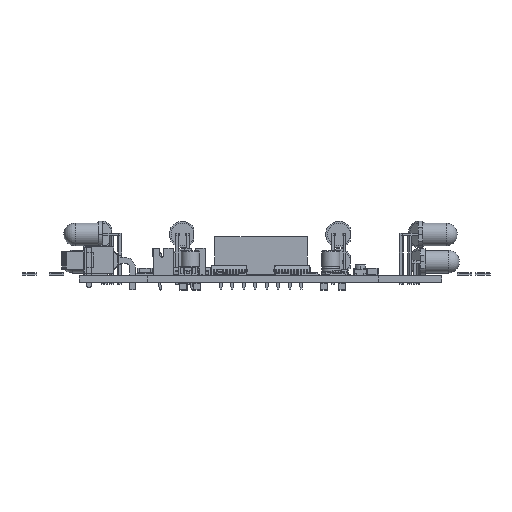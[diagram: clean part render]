
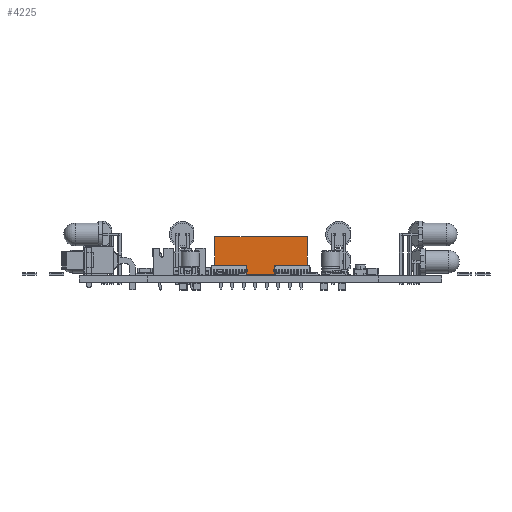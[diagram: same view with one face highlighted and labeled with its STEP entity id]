
A CAD part, front view. The second image highlights one B-rep face of the part: STEP entity #4225.
In plain terms, the highlighted face is planar.
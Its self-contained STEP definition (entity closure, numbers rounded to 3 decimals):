
#3202 = VERTEX_POINT('',#3203);
#3203 = CARTESIAN_POINT('',(-1.27,-19.05,0.));
#3211 = EDGE_CURVE('',#3202,#3212,#3214,.T.);
#3212 = VERTEX_POINT('',#3213);
#3213 = CARTESIAN_POINT('',(-1.27,-19.05,8.5));
#3214 = LINE('',#3215,#3216);
#3215 = CARTESIAN_POINT('',(-1.27,-19.05,0.));
#3216 = VECTOR('',#3217,1.);
#3217 = DIRECTION('',(0.,0.,1.));
#3274 = VERTEX_POINT('',#3275);
#3275 = CARTESIAN_POINT('',(-1.27,1.27,8.5));
#3281 = EDGE_CURVE('',#3282,#3274,#3284,.T.);
#3282 = VERTEX_POINT('',#3283);
#3283 = CARTESIAN_POINT('',(-1.27,1.27,0.));
#3284 = LINE('',#3285,#3286);
#3285 = CARTESIAN_POINT('',(-1.27,1.27,0.));
#3286 = VECTOR('',#3287,1.);
#3287 = DIRECTION('',(0.,0.,1.));
#3346 = EDGE_CURVE('',#3274,#3212,#3347,.T.);
#3347 = LINE('',#3348,#3349);
#3348 = CARTESIAN_POINT('',(-1.27,1.27,8.5));
#3349 = VECTOR('',#3350,1.);
#3350 = DIRECTION('',(0.,-1.,0.));
#3641 = EDGE_CURVE('',#3282,#3202,#3642,.T.);
#3642 = LINE('',#3643,#3644);
#3643 = CARTESIAN_POINT('',(-1.27,1.27,0.));
#3644 = VECTOR('',#3645,1.);
#3645 = DIRECTION('',(0.,-1.,0.));
#4225 = ADVANCED_FACE('',(#4226),#4232,.F.);
#4226 = FACE_BOUND('',#4227,.F.);
#4227 = EDGE_LOOP('',(#4228,#4229,#4230,#4231));
#4228 = ORIENTED_EDGE('',*,*,#3281,.T.);
#4229 = ORIENTED_EDGE('',*,*,#3346,.T.);
#4230 = ORIENTED_EDGE('',*,*,#3211,.F.);
#4231 = ORIENTED_EDGE('',*,*,#3641,.F.);
#4232 = PLANE('',#4233);
#4233 = AXIS2_PLACEMENT_3D('',#4234,#4235,#4236);
#4234 = CARTESIAN_POINT('',(-1.27,1.27,0.));
#4235 = DIRECTION('',(1.,0.,0.));
#4236 = DIRECTION('',(0.,-1.,0.));
